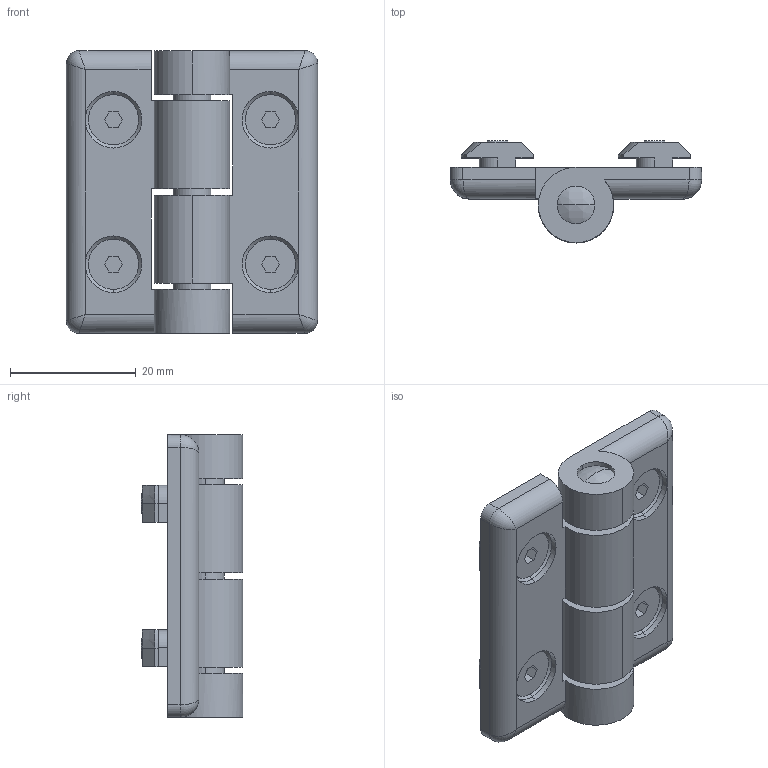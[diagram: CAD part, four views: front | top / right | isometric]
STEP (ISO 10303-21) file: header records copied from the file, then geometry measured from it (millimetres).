
FILE_DESCRIPTION (( 'STEP AP203' ), '1' );
FILE_NAME ('3_842_544_525_Bosch.step', '2024-06-10T09:07:30', ( '' ), ( '' ), 'SwSTEP 2.0', 'SolidWorks 2014', '' );
FILE_SCHEMA (( 'CONFIG_CONTROL_DESIGN' ));
Length unit declared in the file: millimetre
Products named in the file (12): 3_842_544_525_Bosch; 5_17; 8_9; 3_17; 4_17; 11_9; 10_9; 2_19; 7_17; 9_9; 1_19; 6_17
Assembly tree (11 placements, depth 2):
  3_842_544_525_Bosch
    1_19
    2_19
    3_17
    4_17
    5_17
    6_17
    7_17
    8_9
    9_9
    10_9
    11_9
Bounding box: 40 x 16.2 x 45 mm (x, y, z)
Volume: 11482.1 mm3; surface area: 9126.7 mm2
Topology: 11 solids, 11 shells, 225 faces, 547 edges, 340 vertices
Faces by surface type: plane 104, cylinder 82, cone 32, bspline 7
Entity records: 13055 total; most frequent: CARTESIAN_POINT 6427, DIRECTION 1148, ORIENTED_EDGE 1086, EDGE_CURVE 543, AXIS2_PLACEMENT_3D 403, LINE 342, VECTOR 342, VERTEX_POINT 340
